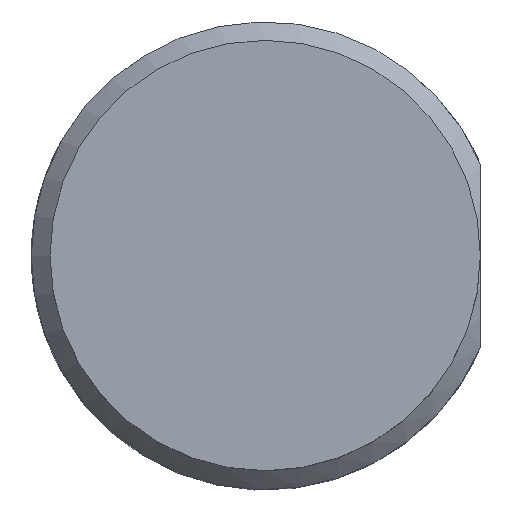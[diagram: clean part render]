
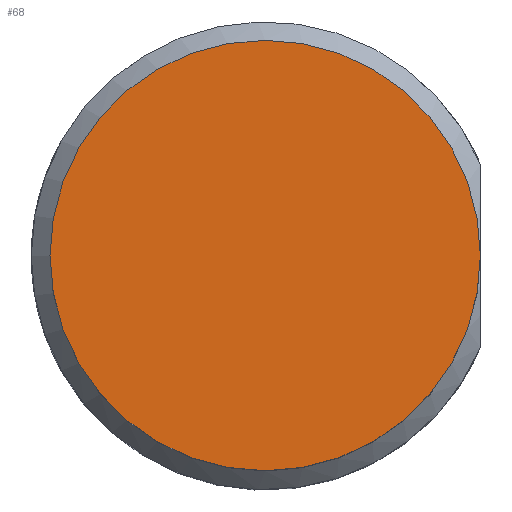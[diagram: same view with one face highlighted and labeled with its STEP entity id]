
A CAD part, top view. The second image highlights one B-rep face of the part: STEP entity #68.
In plain terms, the highlighted planar face has unit normal (0, 0, 1).
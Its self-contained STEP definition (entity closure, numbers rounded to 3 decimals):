
#68=ADVANCED_FACE('240[2]',(#174),#175,.T.);
#85=EDGE_CURVE('240[2]',#202,#202,#203,.T.);
#174=FACE_OUTER_BOUND('',#312,.T.);
#175=PLANE('',#313);
#202=VERTEX_POINT('',#415);
#203=CIRCLE('',#416,23.0);
#312=EDGE_LOOP('',(#616));
#313=AXIS2_PLACEMENT_3D('',#617,#618,#619);
#415=CARTESIAN_POINT('',(-23.0,0.,0.));
#416=AXIS2_PLACEMENT_3D('',#639,#640,#641);
#616=ORIENTED_EDGE('',*,*,#85,.F.);
#617=CARTESIAN_POINT('',(-11.5,0.,0.));
#618=DIRECTION('',(0.,0.,1.0));
#619=DIRECTION('',(1.0,0.,0.));
#639=CARTESIAN_POINT('',(0.0,0.0,0.0));
#640=DIRECTION('',(0.,0.,-1.0));
#641=DIRECTION('',(-1.0,0.,0.));
